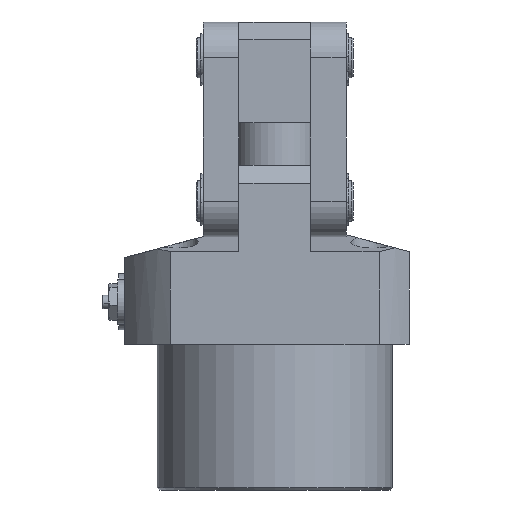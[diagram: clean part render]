
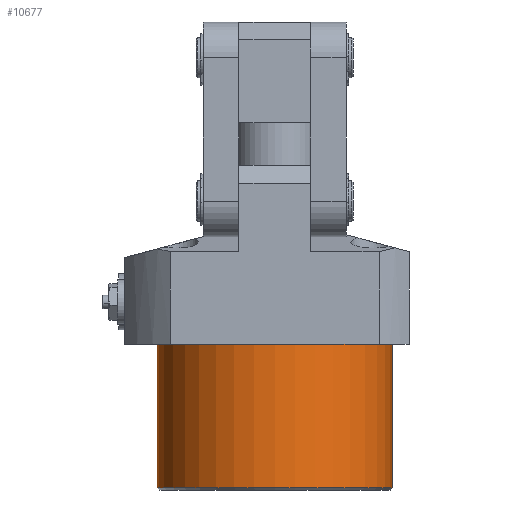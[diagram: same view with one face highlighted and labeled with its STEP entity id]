
A CAD part, front view. The second image highlights one B-rep face of the part: STEP entity #10677.
In plain terms, the highlighted cylindrical face has radius 52.5 mm (diameter 105 mm), a partial arc.
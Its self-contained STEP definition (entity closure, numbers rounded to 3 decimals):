
#120 = EDGE_LOOP ( 'NONE', ( #11845, #11846, #11847, #11848 ) ) ;
#226 = EDGE_CURVE ( 'NONE', #3980, #3975, #4623, .T. ) ;
#782 = DIRECTION ( 'NONE',  ( -1., 0., 0. ) ) ;
#783 = DIRECTION ( 'NONE',  ( 0., 0., 1. ) ) ;
#784 = CARTESIAN_POINT ( 'NONE',  ( 0., 0., -64. ) ) ;
#3131 = FACE_OUTER_BOUND ( 'NONE', #120, .T. ) ;
#3151 = CYLINDRICAL_SURFACE ( 'NONE', #10776, 52.5 ) ;
#3479 = EDGE_CURVE ( 'NONE', #3975, #4179, #7523, .T. ) ;
#3484 = EDGE_CURVE ( 'NONE', #3980, #4146, #7528, .T. ) ;
#3511 = EDGE_CURVE ( 'NONE', #4179, #4146, #7565, .T. ) ;
#3542 = AXIS2_PLACEMENT_3D ( 'NONE', #784, #783, #782 ) ;
#3975 = VERTEX_POINT ( 'NONE', #9220 ) ;
#3980 = VERTEX_POINT ( 'NONE', #9225 ) ;
#4146 = VERTEX_POINT ( 'NONE', #6331 ) ;
#4179 = VERTEX_POINT ( 'NONE', #6364 ) ;
#4623 = CIRCLE ( 'NONE', #3542, 52.5 ) ;
#5385 = DIRECTION ( 'NONE',  ( 1., 0., 0. ) ) ;
#5389 = DIRECTION ( 'NONE',  ( 0., 0., 1. ) ) ;
#5390 = CARTESIAN_POINT ( 'NONE',  ( 0., 0., -65. ) ) ;
#6331 = CARTESIAN_POINT ( 'NONE',  ( -52.5, 0., 0. ) ) ;
#6364 = CARTESIAN_POINT ( 'NONE',  ( 52.5, 0., 0. ) ) ;
#7522 = VECTOR ( 'NONE', #8058, 1000. ) ;
#7523 = LINE ( 'NONE', #8055, #7522 ) ;
#7528 = LINE ( 'NONE', #8054, #7530 ) ;
#7530 = VECTOR ( 'NONE', #8064, 1000. ) ;
#7565 = CIRCLE ( 'NONE', #7833, 52.5 ) ;
#7833 = AXIS2_PLACEMENT_3D ( 'NONE', #8179, #8180, #8181 ) ;
#8054 = CARTESIAN_POINT ( 'NONE',  ( -52.5, 0., -65. ) ) ;
#8055 = CARTESIAN_POINT ( 'NONE',  ( 52.5, 0., -65. ) ) ;
#8058 = DIRECTION ( 'NONE',  ( 0., 0., 1. ) ) ;
#8064 = DIRECTION ( 'NONE',  ( 0., 0., 1. ) ) ;
#8179 = CARTESIAN_POINT ( 'NONE',  ( 0., 0., 0. ) ) ;
#8180 = DIRECTION ( 'NONE',  ( 0., 0., -1. ) ) ;
#8181 = DIRECTION ( 'NONE',  ( 1., 0., 0. ) ) ;
#9220 = CARTESIAN_POINT ( 'NONE',  ( 52.5, 0., -64. ) ) ;
#9225 = CARTESIAN_POINT ( 'NONE',  ( -52.5, 0., -64. ) ) ;
#10677 = ADVANCED_FACE ( 'NONE', ( #3131 ), #3151, .T. ) ;
#10776 = AXIS2_PLACEMENT_3D ( 'NONE', #5390, #5389, #5385 ) ;
#11845 = ORIENTED_EDGE ( 'NONE', *, *, #3484, .F. ) ;
#11846 = ORIENTED_EDGE ( 'NONE', *, *, #226, .T. ) ;
#11847 = ORIENTED_EDGE ( 'NONE', *, *, #3479, .T. ) ;
#11848 = ORIENTED_EDGE ( 'NONE', *, *, #3511, .T. ) ;
